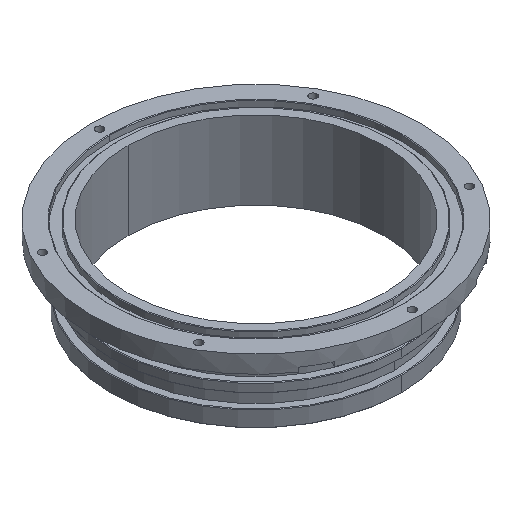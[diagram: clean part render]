
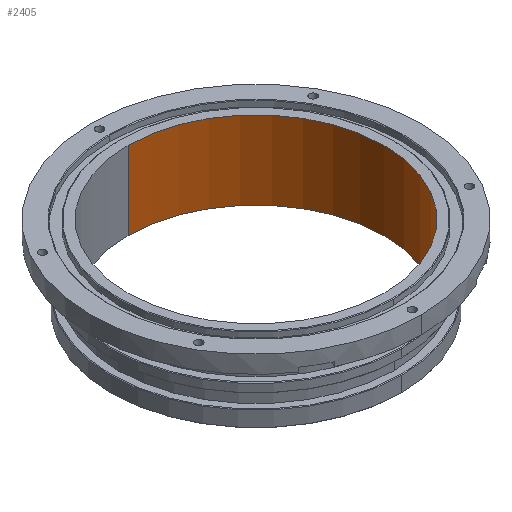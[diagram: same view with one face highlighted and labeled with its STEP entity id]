
A CAD part, isometric view. The second image highlights one B-rep face of the part: STEP entity #2405.
In plain terms, the highlighted cylindrical face has radius 44.2 mm (diameter 88.4 mm), a partial arc.
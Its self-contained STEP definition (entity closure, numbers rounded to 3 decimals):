
#172 = CARTESIAN_POINT ( 'NONE',  ( 0., -44.2, 0. ) ) ;
#241 = AXIS2_PLACEMENT_3D ( 'NONE', #1848, #580, #1684 ) ;
#254 = VERTEX_POINT ( 'NONE', #2626 ) ;
#289 = EDGE_CURVE ( 'NONE', #254, #884, #1660, .T. ) ;
#366 = LINE ( 'NONE', #2673, #1423 ) ;
#416 = EDGE_LOOP ( 'NONE', ( #2731, #1055, #782, #1801 ) ) ;
#566 = DIRECTION ( 'NONE',  ( 0., 1., 0. ) ) ;
#580 = DIRECTION ( 'NONE',  ( 0., 0., -1. ) ) ;
#583 = DIRECTION ( 'NONE',  ( 0., 1., 0. ) ) ;
#620 = CARTESIAN_POINT ( 'NONE',  ( 0., -44.2, 27. ) ) ;
#724 = VERTEX_POINT ( 'NONE', #2599 ) ;
#782 = ORIENTED_EDGE ( 'NONE', *, *, #1973, .T. ) ;
#801 = DIRECTION ( 'NONE',  ( 0., 0., -1. ) ) ;
#816 = DIRECTION ( 'NONE',  ( 0., 0., -1. ) ) ;
#853 = DIRECTION ( 'NONE',  ( 0., 0., -1. ) ) ;
#884 = VERTEX_POINT ( 'NONE', #172 ) ;
#927 = FACE_OUTER_BOUND ( 'NONE', #416, .T. ) ;
#1055 = ORIENTED_EDGE ( 'NONE', *, *, #2079, .F. ) ;
#1230 = CARTESIAN_POINT ( 'NONE',  ( 0., 0., 0. ) ) ;
#1242 = CARTESIAN_POINT ( 'NONE',  ( 0., 0., 0. ) ) ;
#1257 = CIRCLE ( 'NONE', #241, 44.2 ) ;
#1388 = AXIS2_PLACEMENT_3D ( 'NONE', #1230, #801, #566 ) ;
#1397 = LINE ( 'NONE', #1681, #2684 ) ;
#1423 = VECTOR ( 'NONE', #2246, 1000. ) ;
#1528 = EDGE_CURVE ( 'NONE', #2040, #884, #1397, .T. ) ;
#1660 = CIRCLE ( 'NONE', #1388, 44.2 ) ;
#1681 = CARTESIAN_POINT ( 'NONE',  ( 0., -44.2, 0. ) ) ;
#1684 = DIRECTION ( 'NONE',  ( 0., 1., 0. ) ) ;
#1801 = ORIENTED_EDGE ( 'NONE', *, *, #289, .T. ) ;
#1848 = CARTESIAN_POINT ( 'NONE',  ( 0., 0., 27. ) ) ;
#1941 = CYLINDRICAL_SURFACE ( 'NONE', #2732, 44.2 ) ;
#1973 = EDGE_CURVE ( 'NONE', #724, #254, #366, .T. ) ;
#2040 = VERTEX_POINT ( 'NONE', #620 ) ;
#2079 = EDGE_CURVE ( 'NONE', #724, #2040, #1257, .T. ) ;
#2246 = DIRECTION ( 'NONE',  ( 0., 0., -1. ) ) ;
#2405 = ADVANCED_FACE ( 'NONE', ( #927 ), #1941, .F. ) ;
#2599 = CARTESIAN_POINT ( 'NONE',  ( 0., 44.2, 27. ) ) ;
#2626 = CARTESIAN_POINT ( 'NONE',  ( 0., 44.2, 0. ) ) ;
#2673 = CARTESIAN_POINT ( 'NONE',  ( 0., 44.2, 0. ) ) ;
#2684 = VECTOR ( 'NONE', #853, 1000. ) ;
#2731 = ORIENTED_EDGE ( 'NONE', *, *, #1528, .F. ) ;
#2732 = AXIS2_PLACEMENT_3D ( 'NONE', #1242, #816, #583 ) ;
